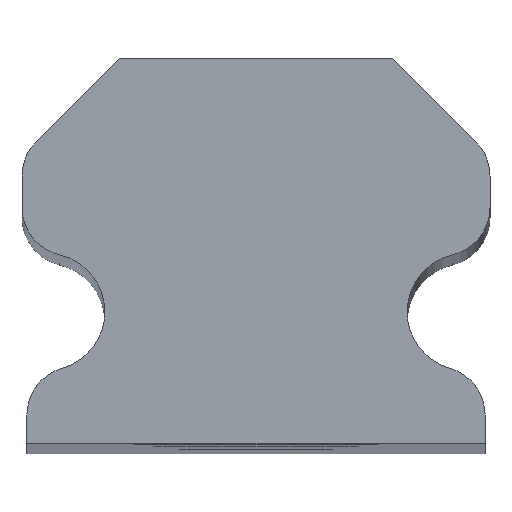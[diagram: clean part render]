
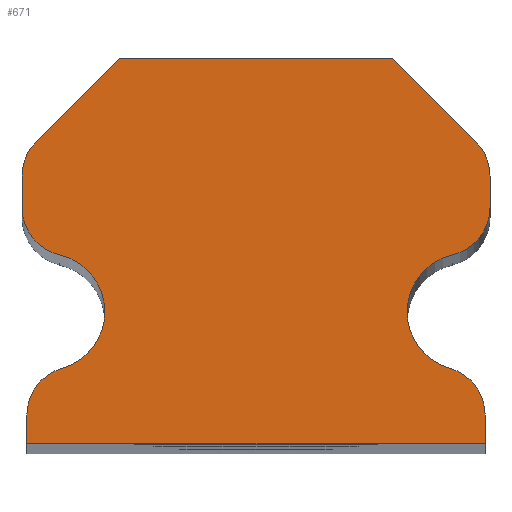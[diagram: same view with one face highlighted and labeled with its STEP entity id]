
A CAD part, top view. The second image highlights one B-rep face of the part: STEP entity #671.
In plain terms, the highlighted planar face has unit normal (0, 0, 1).
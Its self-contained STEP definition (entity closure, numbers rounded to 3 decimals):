
#50=CIRCLE('',#739,1.);
#51=CIRCLE('',#742,1.);
#52=CIRCLE('',#743,1.);
#53=CIRCLE('',#744,1.2);
#54=CIRCLE('',#745,1.);
#55=CIRCLE('',#746,1.);
#56=CIRCLE('',#747,1.2);
#57=CIRCLE('',#748,1.);
#101=FACE_OUTER_BOUND('',#143,.T.);
#143=EDGE_LOOP('',(#557,#558,#559,#560,#561,#562,#563,#564,#565,#566,#567,
#568,#569,#570,#571,#572));
#164=LINE('',#982,#220);
#170=LINE('',#1049,#226);
#186=LINE('',#1279,#242);
#196=LINE('',#1322,#252);
#198=LINE('',#1332,#254);
#201=LINE('',#1340,#257);
#202=LINE('',#1347,#258);
#203=LINE('',#1349,#259);
#220=VECTOR('',#780,10.);
#226=VECTOR('',#790,10.);
#242=VECTOR('',#828,10.);
#252=VECTOR('',#884,10.);
#254=VECTOR('',#896,1000.);
#257=VECTOR('',#903,1000.);
#258=VECTOR('',#910,10.);
#259=VECTOR('',#911,10.);
#271=VERTEX_POINT('',#967);
#278=VERTEX_POINT('',#980);
#286=VERTEX_POINT('',#1046);
#287=VERTEX_POINT('',#1048);
#303=VERTEX_POINT('',#1276);
#304=VERTEX_POINT('',#1278);
#316=VERTEX_POINT('',#1327);
#317=VERTEX_POINT('',#1331);
#319=VERTEX_POINT('',#1337);
#320=VERTEX_POINT('',#1339);
#321=VERTEX_POINT('',#1341);
#322=VERTEX_POINT('',#1343);
#323=VERTEX_POINT('',#1345);
#324=VERTEX_POINT('',#1348);
#325=VERTEX_POINT('',#1350);
#326=VERTEX_POINT('',#1352);
#342=EDGE_CURVE('',#278,#271,#164,.T.);
#350=EDGE_CURVE('',#286,#287,#170,.T.);
#375=EDGE_CURVE('',#303,#304,#186,.T.);
#398=EDGE_CURVE('',#271,#286,#196,.T.);
#400=EDGE_CURVE('',#287,#316,#50,.T.);
#402=EDGE_CURVE('',#316,#317,#198,.T.);
#405=EDGE_CURVE('',#319,#278,#51,.T.);
#406=EDGE_CURVE('',#320,#319,#201,.T.);
#407=EDGE_CURVE('',#321,#320,#52,.T.);
#408=EDGE_CURVE('',#322,#321,#53,.T.);
#409=EDGE_CURVE('',#323,#322,#54,.T.);
#410=EDGE_CURVE('',#304,#323,#202,.T.);
#411=EDGE_CURVE('',#324,#303,#203,.T.);
#412=EDGE_CURVE('',#325,#324,#55,.T.);
#413=EDGE_CURVE('',#326,#325,#56,.T.);
#414=EDGE_CURVE('',#317,#326,#57,.T.);
#557=ORIENTED_EDGE('',*,*,#400,.F.);
#558=ORIENTED_EDGE('',*,*,#350,.F.);
#559=ORIENTED_EDGE('',*,*,#398,.F.);
#560=ORIENTED_EDGE('',*,*,#342,.F.);
#561=ORIENTED_EDGE('',*,*,#405,.F.);
#562=ORIENTED_EDGE('',*,*,#406,.F.);
#563=ORIENTED_EDGE('',*,*,#407,.F.);
#564=ORIENTED_EDGE('',*,*,#408,.F.);
#565=ORIENTED_EDGE('',*,*,#409,.F.);
#566=ORIENTED_EDGE('',*,*,#410,.F.);
#567=ORIENTED_EDGE('',*,*,#375,.F.);
#568=ORIENTED_EDGE('',*,*,#411,.F.);
#569=ORIENTED_EDGE('',*,*,#412,.F.);
#570=ORIENTED_EDGE('',*,*,#413,.F.);
#571=ORIENTED_EDGE('',*,*,#414,.F.);
#572=ORIENTED_EDGE('',*,*,#402,.F.);
#642=PLANE('',#741);
#671=ADVANCED_FACE('',(#101),#642,.F.);
#739=AXIS2_PLACEMENT_3D('',#1328,#891,#892);
#741=AXIS2_PLACEMENT_3D('',#1336,#899,#900);
#742=AXIS2_PLACEMENT_3D('',#1338,#901,#902);
#743=AXIS2_PLACEMENT_3D('',#1342,#904,#905);
#744=AXIS2_PLACEMENT_3D('',#1344,#906,#907);
#745=AXIS2_PLACEMENT_3D('',#1346,#908,#909);
#746=AXIS2_PLACEMENT_3D('',#1351,#912,#913);
#747=AXIS2_PLACEMENT_3D('',#1353,#914,#915);
#748=AXIS2_PLACEMENT_3D('',#1354,#916,#917);
#780=DIRECTION('',(0.707,0.707,0.));
#790=DIRECTION('',(0.707,-0.707,0.));
#828=DIRECTION('',(-1.,0.,0.));
#884=DIRECTION('',(1.,0.,0.));
#891=DIRECTION('center_axis',(0.,0.,-1.));
#892=DIRECTION('ref_axis',(0.924,0.383,0.));
#896=DIRECTION('',(0.,-1.,0.));
#899=DIRECTION('center_axis',(0.,0.,-1.));
#900=DIRECTION('ref_axis',(0.,1.,0.));
#901=DIRECTION('center_axis',(0.,0.,-1.));
#902=DIRECTION('ref_axis',(-0.924,0.383,0.));
#903=DIRECTION('',(0.,1.,0.));
#904=DIRECTION('center_axis',(0.,0.,-1.));
#905=DIRECTION('ref_axis',(1.,0.,0.));
#906=DIRECTION('center_axis',(0.,0.,1.));
#907=DIRECTION('ref_axis',(1.,0.,0.));
#908=DIRECTION('center_axis',(0.,0.,-1.));
#909=DIRECTION('ref_axis',(-0.798,0.603,0.));
#910=DIRECTION('',(0.,1.,0.));
#911=DIRECTION('',(0.,-1.,0.));
#912=DIRECTION('center_axis',(0.,0.,-1.));
#913=DIRECTION('ref_axis',(0.798,0.603,0.));
#914=DIRECTION('center_axis',(0.,0.,1.));
#915=DIRECTION('ref_axis',(1.,0.,0.));
#916=DIRECTION('center_axis',(0.,0.,-1.));
#917=DIRECTION('ref_axis',(-1.,0.,0.));
#967=CARTESIAN_POINT('',(3.7,86.,0.));
#980=CARTESIAN_POINT('',(1.993,84.293,0.));
#982=CARTESIAN_POINT('',(5.525,87.825,0.));
#1046=CARTESIAN_POINT('',(9.3,86.,0.));
#1048=CARTESIAN_POINT('',(11.007,84.293,0.));
#1049=CARTESIAN_POINT('',(10.725,84.575,0.));
#1276=CARTESIAN_POINT('',(11.2,78.1,0.));
#1278=CARTESIAN_POINT('',(1.8,78.1,0.));
#1279=CARTESIAN_POINT('',(4.15,78.1,0.));
#1322=CARTESIAN_POINT('',(13.,86.,0.));
#1327=CARTESIAN_POINT('',(11.3,83.586,0.));
#1328=CARTESIAN_POINT('Origin',(10.3,83.586,0.));
#1331=CARTESIAN_POINT('',(11.3,82.942,0.));
#1332=CARTESIAN_POINT('',(11.3,86.,0.));
#1336=CARTESIAN_POINT('Origin',(13.,86.,0.));
#1337=CARTESIAN_POINT('',(1.7,83.586,0.));
#1338=CARTESIAN_POINT('Origin',(2.7,83.586,0.));
#1339=CARTESIAN_POINT('',(1.7,82.942,0.));
#1340=CARTESIAN_POINT('',(1.7,86.,0.));
#1341=CARTESIAN_POINT('',(2.473,81.969,0.));
#1342=CARTESIAN_POINT('Origin',(2.7,82.942,0.));
#1343=CARTESIAN_POINT('',(2.527,79.645,0.));
#1344=CARTESIAN_POINT('Origin',(2.2,80.8,0.));
#1345=CARTESIAN_POINT('',(1.8,78.683,0.));
#1346=CARTESIAN_POINT('Origin',(2.8,78.683,0.));
#1347=CARTESIAN_POINT('',(1.8,79.859,0.));
#1348=CARTESIAN_POINT('',(11.2,78.683,0.));
#1349=CARTESIAN_POINT('',(11.2,79.075,0.));
#1350=CARTESIAN_POINT('',(10.473,79.645,0.));
#1351=CARTESIAN_POINT('Origin',(10.2,78.683,0.));
#1352=CARTESIAN_POINT('',(10.527,81.969,0.));
#1353=CARTESIAN_POINT('Origin',(10.8,80.8,0.));
#1354=CARTESIAN_POINT('Origin',(10.3,82.942,0.));
